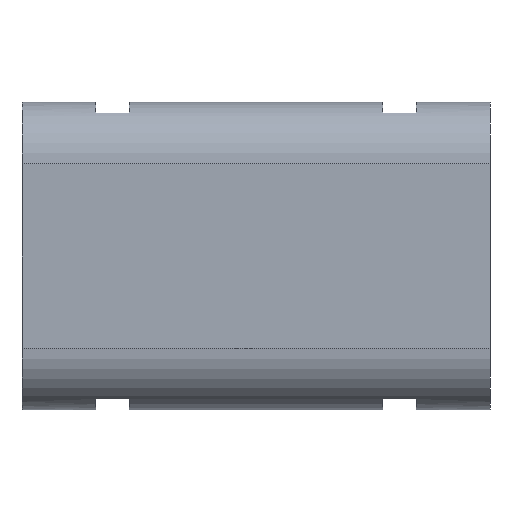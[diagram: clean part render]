
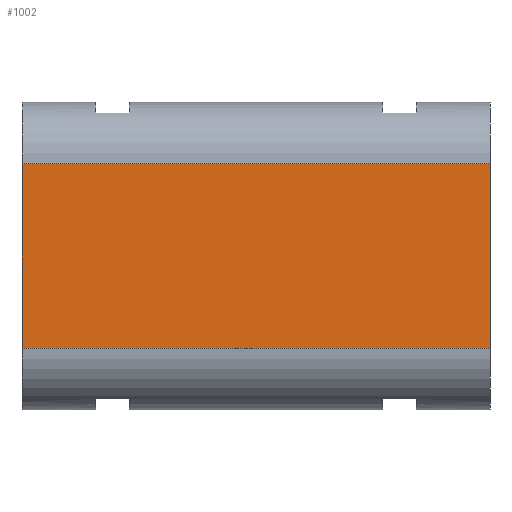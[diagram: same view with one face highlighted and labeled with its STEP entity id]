
A CAD part, front view. The second image highlights one B-rep face of the part: STEP entity #1002.
In plain terms, the highlighted planar face has unit normal (0, -1, 0).
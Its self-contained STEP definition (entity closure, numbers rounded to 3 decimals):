
#14 = CARTESIAN_POINT ( 'NONE',  ( 0., -5., 15. ) ) ;
#18 = VECTOR ( 'NONE', #962, 1000. ) ;
#114 = CARTESIAN_POINT ( 'NONE',  ( 38., -5., 0. ) ) ;
#190 = EDGE_CURVE ( 'NONE', #1415, #555, #623, .T. ) ;
#197 = FACE_OUTER_BOUND ( 'NONE', #984, .T. ) ;
#223 = VECTOR ( 'NONE', #893, 1000. ) ;
#226 = VERTEX_POINT ( 'NONE', #276 ) ;
#276 = CARTESIAN_POINT ( 'NONE',  ( 38., -5., 0. ) ) ;
#297 = CARTESIAN_POINT ( 'NONE',  ( 38., -5., 15. ) ) ;
#555 = VERTEX_POINT ( 'NONE', #916 ) ;
#556 = AXIS2_PLACEMENT_3D ( 'NONE', #880, #1214, #776 ) ;
#569 = LINE ( 'NONE', #14, #223 ) ;
#574 = ORIENTED_EDGE ( 'NONE', *, *, #190, .T. ) ;
#615 = LINE ( 'NONE', #297, #672 ) ;
#623 = LINE ( 'NONE', #748, #18 ) ;
#672 = VECTOR ( 'NONE', #1048, 1000. ) ;
#741 = CARTESIAN_POINT ( 'NONE',  ( 38., -5., 15. ) ) ;
#744 = ORIENTED_EDGE ( 'NONE', *, *, #1088, .F. ) ;
#748 = CARTESIAN_POINT ( 'NONE',  ( 38., -5., 15. ) ) ;
#758 = VERTEX_POINT ( 'NONE', #1230 ) ;
#763 = DIRECTION ( 'NONE',  ( -1., 0., 0. ) ) ;
#776 = DIRECTION ( 'NONE',  ( 0., 0., 1. ) ) ;
#861 = PLANE ( 'NONE',  #556 ) ;
#880 = CARTESIAN_POINT ( 'NONE',  ( 38., -5., 15. ) ) ;
#893 = DIRECTION ( 'NONE',  ( 0., 0., -1. ) ) ;
#902 = EDGE_CURVE ( 'NONE', #1415, #226, #615, .T. ) ;
#916 = CARTESIAN_POINT ( 'NONE',  ( 0., -5., 15. ) ) ;
#962 = DIRECTION ( 'NONE',  ( -1., 0., 0. ) ) ;
#984 = EDGE_LOOP ( 'NONE', ( #1201, #744, #1402, #574 ) ) ;
#1002 = ADVANCED_FACE ( 'NONE', ( #197 ), #861, .F. ) ;
#1048 = DIRECTION ( 'NONE',  ( 0., 0., -1. ) ) ;
#1088 = EDGE_CURVE ( 'NONE', #226, #758, #1208, .T. ) ;
#1114 = EDGE_CURVE ( 'NONE', #555, #758, #569, .T. ) ;
#1201 = ORIENTED_EDGE ( 'NONE', *, *, #1114, .T. ) ;
#1208 = LINE ( 'NONE', #114, #1297 ) ;
#1214 = DIRECTION ( 'NONE',  ( 0., 1., 0. ) ) ;
#1230 = CARTESIAN_POINT ( 'NONE',  ( 0., -5., 0. ) ) ;
#1297 = VECTOR ( 'NONE', #763, 1000. ) ;
#1402 = ORIENTED_EDGE ( 'NONE', *, *, #902, .F. ) ;
#1415 = VERTEX_POINT ( 'NONE', #741 ) ;
